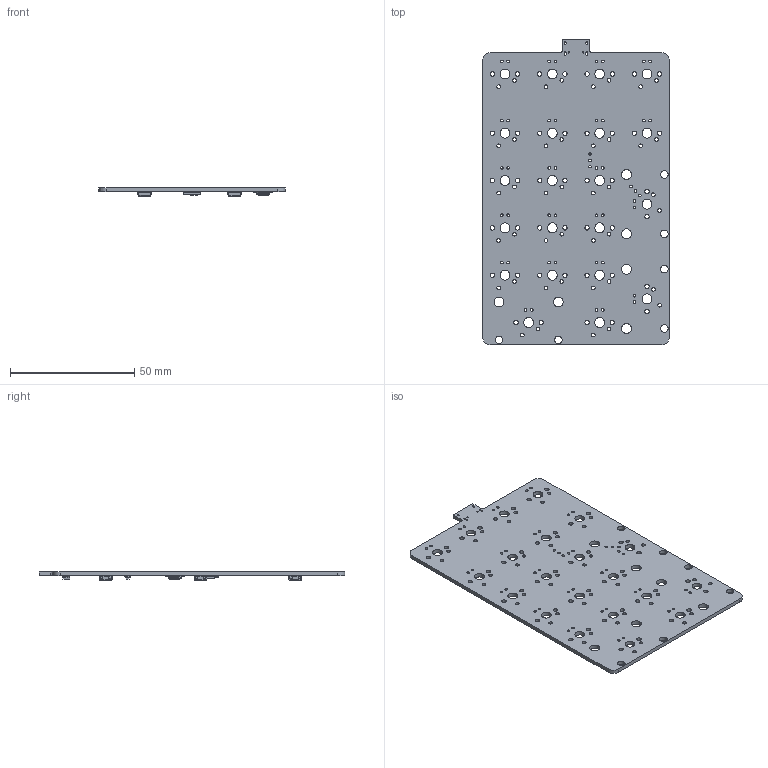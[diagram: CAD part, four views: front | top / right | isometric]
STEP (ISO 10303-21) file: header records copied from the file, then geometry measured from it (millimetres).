
FILE_DESCRIPTION(('KiCad electronic assembly'),'2;1');
FILE_NAME('SawnsPad.step','2020-10-21T10:49:31',('An Author'),( 'A Company'),'Open CASCADE STEP processor 6.9', 'KiCad to STEP converter','Unknown');
FILE_SCHEMA(('AUTOMOTIVE_DESIGN { 1 0 10303 214 1 1 1 1 }'));
Length unit declared in the file: millimetre
Products named in the file (14): Open CASCADE STEP translator 6.9 1; LED_WS2812B_PLCC4_5.0x5.0mm_P3.2mm; SOLID; SW_SPST_TL3342; SOT-23; SOT-143; Crystal_SMD_3225-4Pin_3.2x2.5mm; QFN-44-1EP_7x7mm_P0.5mm_EP5.2x5.2mm; COMPOUND
Assembly tree (18 placements, depth 3):
  Open CASCADE STEP translator 6.9 1
    LED_WS2812B_PLCC4_5.0x5.0mm_P3.2mm  x6
      SOLID
    SW_SPST_TL3342
      SOLID
    SOT-23
      SOLID
    SOT-143
      SOLID
    Crystal_SMD_3225-4Pin_3.2x2.5mm
      SOLID
    QFN-44-1EP_7x7mm_P0.5mm_EP5.2x5.2mm
      SOLID
    COMPOUND
Bounding box: 75 x 123 x 3.25 mm (x, y, z)
Volume: 13524 mm3; surface area: 19583 mm2
Topology: 12 solids, 13 shells, 1276 faces, 3624 edges, 2367 vertices
Faces by surface type: plane 807, cylinder 391, bspline 71, cone 6, torus 1
Full cylindrical faces by diameter (mm): 0.4 x1, 0.65 x2, 1 x6, 1.04 x42, 1.47 x42, 1.75 x42, 2 x1, 3.048 x6, 3.333 x6, 3.988 x27
Entity records: 72497 total; most frequent: CARTESIAN_POINT 14087, DIRECTION 9775, LINE 6438, VECTOR 6438, ORIENTED_EDGE 5238, PCURVE 5238, DEFINITIONAL_REPRESENTATION 5238, EDGE_CURVE 2619
